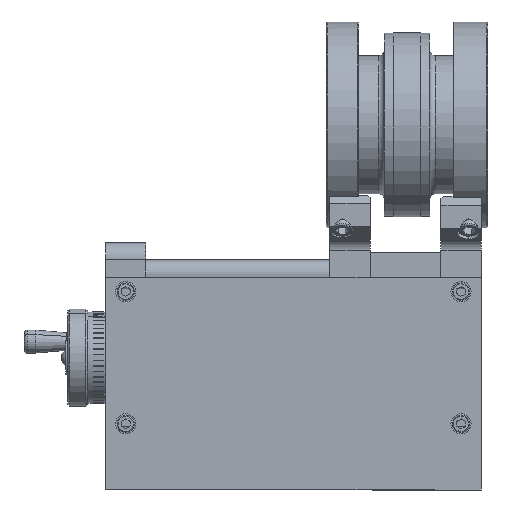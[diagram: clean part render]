
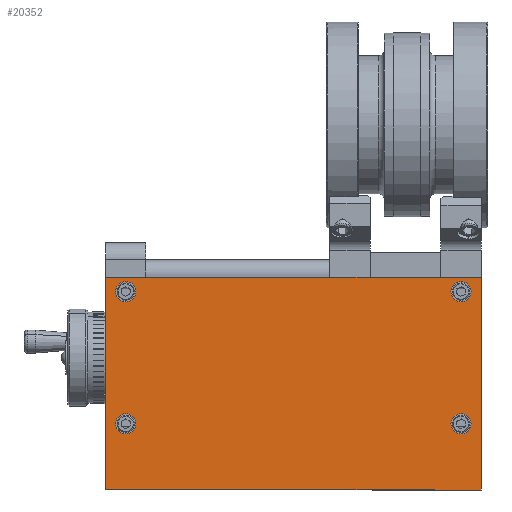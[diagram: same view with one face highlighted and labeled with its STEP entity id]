
A CAD part, left-side view. The second image highlights one B-rep face of the part: STEP entity #20352.
In plain terms, the highlighted planar face has unit normal (-1, 0, 0).
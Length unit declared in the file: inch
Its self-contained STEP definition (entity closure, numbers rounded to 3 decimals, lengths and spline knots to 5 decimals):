
#328 = AXIS2_PLACEMENT_3D ( 'NONE', #2609, #6540, #6183 ) ;
#643 = ORIENTED_EDGE ( 'NONE', *, *, #22836, .F. ) ;
#1745 = CIRCLE ( 'NONE', #7155, 0.219 ) ;
#1828 = VECTOR ( 'NONE', #8822, 39.37008 ) ;
#2020 = FACE_BOUND ( 'NONE', #2200, .T. ) ;
#2200 = EDGE_LOOP ( 'NONE', ( #27240, #14270 ) ) ;
#2256 = AXIS2_PLACEMENT_3D ( 'NONE', #8137, #22990, #10265 ) ;
#2364 = CARTESIAN_POINT ( 'NONE',  ( -1.625, 8.083, -6.4995 ) ) ;
#2609 = CARTESIAN_POINT ( 'NONE',  ( -1.625, 0.575, -3.6245 ) ) ;
#2689 = FACE_OUTER_BOUND ( 'NONE', #22966, .T. ) ;
#3041 = EDGE_CURVE ( 'NONE', #15915, #12291, #23685, .T. ) ;
#3174 = VERTEX_POINT ( 'NONE', #14914 ) ;
#3444 = CIRCLE ( 'NONE', #16559, 0.219 ) ;
#3611 = VERTEX_POINT ( 'NONE', #11555 ) ;
#3747 = AXIS2_PLACEMENT_3D ( 'NONE', #18651, #5952, #20810 ) ;
#4453 = CARTESIAN_POINT ( 'NONE',  ( -1.625, 0.575, -3.6245 ) ) ;
#5421 = CARTESIAN_POINT ( 'NONE',  ( -1.625, 7.645, -6.4995 ) ) ;
#5802 = CARTESIAN_POINT ( 'NONE',  ( -1.625, 7.864, -6.4995 ) ) ;
#5952 = DIRECTION ( 'NONE',  ( -1., 0., 0. ) ) ;
#6183 = DIRECTION ( 'NONE',  ( 0., -1., 0. ) ) ;
#6540 = DIRECTION ( 'NONE',  ( -1., 0., 0. ) ) ;
#6586 = DIRECTION ( 'NONE',  ( 0., -1., 0. ) ) ;
#7155 = AXIS2_PLACEMENT_3D ( 'NONE', #4453, #19305, #6586 ) ;
#7386 = EDGE_LOOP ( 'NONE', ( #15616, #11906 ) ) ;
#7715 = FACE_BOUND ( 'NONE', #15936, .T. ) ;
#7858 = ORIENTED_EDGE ( 'NONE', *, *, #10860, .F. ) ;
#7876 = VECTOR ( 'NONE', #26568, 39.37008 ) ;
#7905 = DIRECTION ( 'NONE',  ( 0., -1., 0. ) ) ;
#7947 = LINE ( 'NONE', #17344, #24244 ) ;
#8137 = CARTESIAN_POINT ( 'NONE',  ( -1.625, 7.864, -3.6245 ) ) ;
#8143 = VERTEX_POINT ( 'NONE', #5421 ) ;
#8665 = CARTESIAN_POINT ( 'NONE',  ( -1.625, 8.302, -7.9375 ) ) ;
#8822 = DIRECTION ( 'NONE',  ( 0., 1., 0. ) ) ;
#8948 = CARTESIAN_POINT ( 'NONE',  ( -1.625, 0.794, -3.6245 ) ) ;
#9653 = CARTESIAN_POINT ( 'NONE',  ( -1.625, 0.137, -7.9375 ) ) ;
#10257 = EDGE_CURVE ( 'NONE', #3611, #19820, #16474, .T. ) ;
#10265 = DIRECTION ( 'NONE',  ( 0., -1., 0. ) ) ;
#10860 = EDGE_CURVE ( 'NONE', #18670, #3174, #21344, .T. ) ;
#11299 = DIRECTION ( 'NONE',  ( 0., 1., 0. ) ) ;
#11526 = VERTEX_POINT ( 'NONE', #2364 ) ;
#11555 = CARTESIAN_POINT ( 'NONE',  ( -1.625, 0.356, -3.6245 ) ) ;
#11740 = DIRECTION ( 'NONE',  ( 0., 1., 0. ) ) ;
#11906 = ORIENTED_EDGE ( 'NONE', *, *, #26294, .F. ) ;
#12188 = DIRECTION ( 'NONE',  ( -1., 0., 0. ) ) ;
#12291 = VERTEX_POINT ( 'NONE', #15684 ) ;
#12724 = DIRECTION ( 'NONE',  ( -1., 0., 0. ) ) ;
#12812 = ORIENTED_EDGE ( 'NONE', *, *, #22200, .F. ) ;
#13084 = AXIS2_PLACEMENT_3D ( 'NONE', #26390, #24536, #24477 ) ;
#13124 = VERTEX_POINT ( 'NONE', #8665 ) ;
#13154 = LINE ( 'NONE', #17270, #1828 ) ;
#13342 = FACE_BOUND ( 'NONE', #7386, .T. ) ;
#13370 = VECTOR ( 'NONE', #11299, 39.37008 ) ;
#13463 = CARTESIAN_POINT ( 'NONE',  ( -1.625, 8.302, -3.3175 ) ) ;
#13767 = ORIENTED_EDGE ( 'NONE', *, *, #25798, .T. ) ;
#14270 = ORIENTED_EDGE ( 'NONE', *, *, #19012, .F. ) ;
#14593 = CARTESIAN_POINT ( 'NONE',  ( -1.625, 7.645, -3.6245 ) ) ;
#14741 = CIRCLE ( 'NONE', #3747, 0.219 ) ;
#14849 = CIRCLE ( 'NONE', #22916, 0.219 ) ;
#14858 = VERTEX_POINT ( 'NONE', #14593 ) ;
#14914 = CARTESIAN_POINT ( 'NONE',  ( -1.625, 0.137, -7.9375 ) ) ;
#15524 = CIRCLE ( 'NONE', #2256, 0.219 ) ;
#15616 = ORIENTED_EDGE ( 'NONE', *, *, #10257, .F. ) ;
#15684 = CARTESIAN_POINT ( 'NONE',  ( -1.625, 0.794, -6.4995 ) ) ;
#15716 = CIRCLE ( 'NONE', #19511, 0.219 ) ;
#15915 = VERTEX_POINT ( 'NONE', #17729 ) ;
#15936 = EDGE_LOOP ( 'NONE', ( #18828, #12812 ) ) ;
#16474 = CIRCLE ( 'NONE', #328, 0.219 ) ;
#16559 = AXIS2_PLACEMENT_3D ( 'NONE', #24963, #12188, #27084 ) ;
#17270 = CARTESIAN_POINT ( 'NONE',  ( -1.625, 0.137, -3.3175 ) ) ;
#17344 = CARTESIAN_POINT ( 'NONE',  ( -1.625, 8.302, -7.9375 ) ) ;
#17729 = CARTESIAN_POINT ( 'NONE',  ( -1.625, 0.356, -6.4995 ) ) ;
#17861 = EDGE_CURVE ( 'NONE', #14858, #21759, #15524, .T. ) ;
#18553 = ORIENTED_EDGE ( 'NONE', *, *, #17861, .F. ) ;
#18651 = CARTESIAN_POINT ( 'NONE',  ( -1.625, 0.575, -6.4995 ) ) ;
#18670 = VERTEX_POINT ( 'NONE', #22112 ) ;
#18828 = ORIENTED_EDGE ( 'NONE', *, *, #23391, .F. ) ;
#19008 = FACE_BOUND ( 'NONE', #23815, .T. ) ;
#19012 = EDGE_CURVE ( 'NONE', #12291, #15915, #14741, .T. ) ;
#19305 = DIRECTION ( 'NONE',  ( -1., 0., 0. ) ) ;
#19511 = AXIS2_PLACEMENT_3D ( 'NONE', #25488, #12724, #27572 ) ;
#19820 = VERTEX_POINT ( 'NONE', #8948 ) ;
#20352 = ADVANCED_FACE ( 'NONE', ( #13342, #19008, #2689, #7715, #2020 ), #26571, .F. ) ;
#20638 = DIRECTION ( 'NONE',  ( -1., 0., 0. ) ) ;
#20810 = DIRECTION ( 'NONE',  ( 0., -1., 0. ) ) ;
#20986 = EDGE_CURVE ( 'NONE', #25915, #13124, #7947, .T. ) ;
#21344 = LINE ( 'NONE', #24437, #7876 ) ;
#21759 = VERTEX_POINT ( 'NONE', #24101 ) ;
#22112 = CARTESIAN_POINT ( 'NONE',  ( -1.625, 0.137, -3.3175 ) ) ;
#22200 = EDGE_CURVE ( 'NONE', #11526, #8143, #14849, .T. ) ;
#22604 = ORIENTED_EDGE ( 'NONE', *, *, #23662, .F. ) ;
#22836 = EDGE_CURVE ( 'NONE', #21759, #14858, #3444, .T. ) ;
#22916 = AXIS2_PLACEMENT_3D ( 'NONE', #5802, #20638, #7905 ) ;
#22966 = EDGE_LOOP ( 'NONE', ( #26268, #22604, #7858, #13767 ) ) ;
#22990 = DIRECTION ( 'NONE',  ( -1., 0., 0. ) ) ;
#23391 = EDGE_CURVE ( 'NONE', #8143, #11526, #15716, .T. ) ;
#23662 = EDGE_CURVE ( 'NONE', #3174, #13124, #24698, .T. ) ;
#23685 = CIRCLE ( 'NONE', #13084, 0.219 ) ;
#23739 = DIRECTION ( 'NONE',  ( 0., 0., -1. ) ) ;
#23815 = EDGE_LOOP ( 'NONE', ( #18553, #643 ) ) ;
#24091 = CARTESIAN_POINT ( 'NONE',  ( -1.625, 0.137, -7.9375 ) ) ;
#24101 = CARTESIAN_POINT ( 'NONE',  ( -1.625, 8.083, -3.6245 ) ) ;
#24244 = VECTOR ( 'NONE', #23739, 39.37008 ) ;
#24437 = CARTESIAN_POINT ( 'NONE',  ( -1.625, 0.137, -7.9375 ) ) ;
#24477 = DIRECTION ( 'NONE',  ( 0., -1., 0. ) ) ;
#24531 = DIRECTION ( 'NONE',  ( 1., 0., 0. ) ) ;
#24536 = DIRECTION ( 'NONE',  ( -1., 0., 0. ) ) ;
#24698 = LINE ( 'NONE', #24091, #13370 ) ;
#24963 = CARTESIAN_POINT ( 'NONE',  ( -1.625, 7.864, -3.6245 ) ) ;
#25008 = AXIS2_PLACEMENT_3D ( 'NONE', #9653, #24531, #11740 ) ;
#25488 = CARTESIAN_POINT ( 'NONE',  ( -1.625, 7.864, -6.4995 ) ) ;
#25798 = EDGE_CURVE ( 'NONE', #18670, #25915, #13154, .T. ) ;
#25915 = VERTEX_POINT ( 'NONE', #13463 ) ;
#26268 = ORIENTED_EDGE ( 'NONE', *, *, #20986, .T. ) ;
#26294 = EDGE_CURVE ( 'NONE', #19820, #3611, #1745, .T. ) ;
#26390 = CARTESIAN_POINT ( 'NONE',  ( -1.625, 0.575, -6.4995 ) ) ;
#26568 = DIRECTION ( 'NONE',  ( 0., 0., -1. ) ) ;
#26571 = PLANE ( 'NONE',  #25008 ) ;
#27084 = DIRECTION ( 'NONE',  ( 0., -1., 0. ) ) ;
#27240 = ORIENTED_EDGE ( 'NONE', *, *, #3041, .F. ) ;
#27572 = DIRECTION ( 'NONE',  ( 0., -1., 0. ) ) ;
